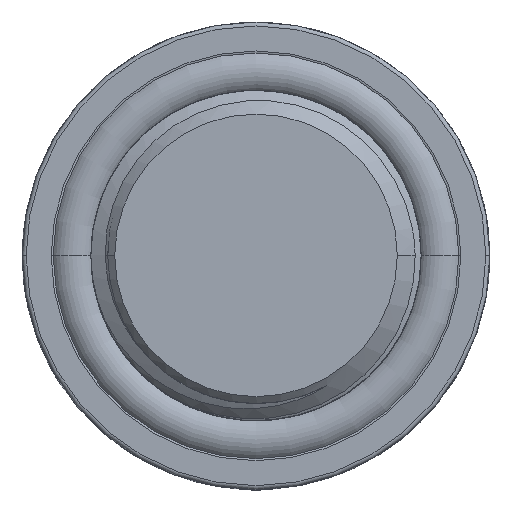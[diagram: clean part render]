
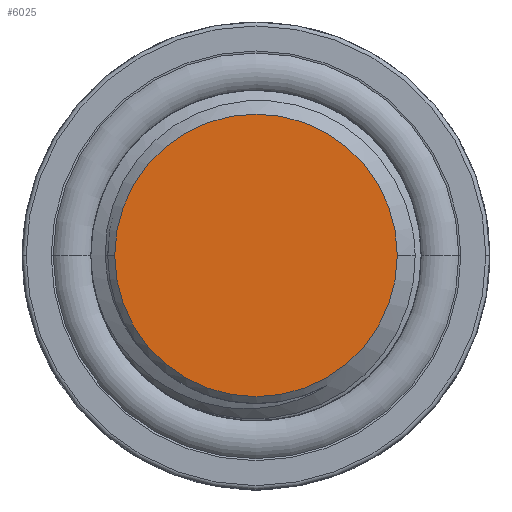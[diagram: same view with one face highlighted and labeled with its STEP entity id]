
A CAD part, top view. The second image highlights one B-rep face of the part: STEP entity #6025.
In plain terms, the highlighted planar face has unit normal (0, 0, 1).
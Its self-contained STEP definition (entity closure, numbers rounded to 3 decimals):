
#5 = DIRECTION ( 'NONE',  ( 1., 0., 0. ) ) ;
#17 = CARTESIAN_POINT ( 'NONE',  ( -7.1, 0., 58. ) ) ;
#1734 = FACE_OUTER_BOUND ( 'NONE', #17229, .T. ) ;
#2023 = CARTESIAN_POINT ( 'NONE',  ( 0., 0., 58. ) ) ;
#2431 = EDGE_CURVE ( 'NONE', #12779, #8879, #10697, .T. ) ;
#4103 = ORIENTED_EDGE ( 'NONE', *, *, #5479, .T. ) ;
#4766 = DIRECTION ( 'NONE',  ( 0., 0., 1. ) ) ;
#5479 = EDGE_CURVE ( 'NONE', #8879, #12779, #19436, .T. ) ;
#6025 = ADVANCED_FACE ( 'NONE', ( #1734 ), #12289, .T. ) ;
#7057 = CARTESIAN_POINT ( 'NONE',  ( 0., 0., 58. ) ) ;
#8829 = DIRECTION ( 'NONE',  ( 1., 0., 0. ) ) ;
#8879 = VERTEX_POINT ( 'NONE', #19617 ) ;
#9736 = DIRECTION ( 'NONE',  ( 1., 0., 0. ) ) ;
#10697 = CIRCLE ( 'NONE', #11800, 7.1 ) ;
#11800 = AXIS2_PLACEMENT_3D ( 'NONE', #2023, #17501, #8829 ) ;
#12289 = PLANE ( 'NONE',  #18376 ) ;
#12519 = AXIS2_PLACEMENT_3D ( 'NONE', #16844, #4766, #9736 ) ;
#12779 = VERTEX_POINT ( 'NONE', #17 ) ;
#16844 = CARTESIAN_POINT ( 'NONE',  ( 0., 0., 58. ) ) ;
#17229 = EDGE_LOOP ( 'NONE', ( #21048, #4103 ) ) ;
#17501 = DIRECTION ( 'NONE',  ( 0., 0., 1. ) ) ;
#18376 = AXIS2_PLACEMENT_3D ( 'NONE', #7057, #22414, #5 ) ;
#19436 = CIRCLE ( 'NONE', #12519, 7.1 ) ;
#19617 = CARTESIAN_POINT ( 'NONE',  ( 7.1, 0., 58. ) ) ;
#21048 = ORIENTED_EDGE ( 'NONE', *, *, #2431, .T. ) ;
#22414 = DIRECTION ( 'NONE',  ( 0., 0., 1. ) ) ;
